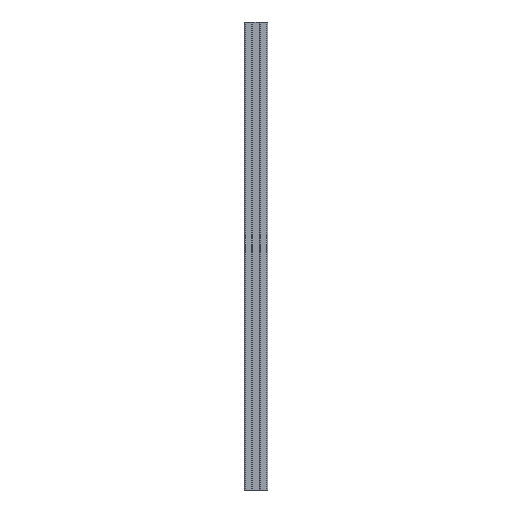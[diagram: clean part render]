
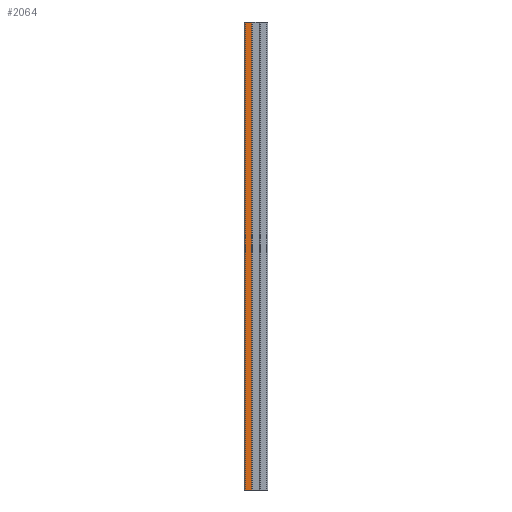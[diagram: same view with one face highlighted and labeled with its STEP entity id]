
A CAD part, left-side view. The second image highlights one B-rep face of the part: STEP entity #2064.
In plain terms, the highlighted planar face has unit normal (-1, 0, 0).
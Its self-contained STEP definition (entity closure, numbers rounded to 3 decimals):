
#56 = CARTESIAN_POINT ( 'NONE',  ( -10., 9., 250. ) ) ;
#130 = ORIENTED_EDGE ( 'NONE', *, *, #1447, .T. ) ;
#182 = VERTEX_POINT ( 'NONE', #3105 ) ;
#208 = LINE ( 'NONE', #1185, #475 ) ;
#475 = VECTOR ( 'NONE', #2159, 1000. ) ;
#488 = DIRECTION ( 'NONE',  ( 0., 1., 0. ) ) ;
#525 = DIRECTION ( 'NONE',  ( 0., 0., -1. ) ) ;
#772 = EDGE_CURVE ( 'Edge237', #2885, #2482, #1255, .T. ) ;
#845 = VECTOR ( 'NONE', #2655, 1000. ) ;
#992 = VECTOR ( 'NONE', #488, 1000. ) ;
#1052 = VERTEX_POINT ( 'NONE', #2685 ) ;
#1074 = DIRECTION ( 'NONE',  ( 0., -1., 0. ) ) ;
#1109 = FACE_OUTER_BOUND ( 'NONE', #2543, .T. ) ;
#1185 = CARTESIAN_POINT ( 'NONE',  ( -10., -10., -150. ) ) ;
#1201 = AXIS2_PLACEMENT_3D ( 'NONE', #1558, #2054, #1074 ) ;
#1255 = LINE ( 'NONE', #2889, #992 ) ;
#1447 = EDGE_CURVE ( 'Edge182', #2482, #1052, #2209, .T. ) ;
#1501 = ORIENTED_EDGE ( 'NONE', *, *, #2779, .F. ) ;
#1540 = CARTESIAN_POINT ( 'NONE',  ( -10., 9., 250. ) ) ;
#1558 = CARTESIAN_POINT ( 'NONE',  ( -10., 0., 250. ) ) ;
#1731 = CARTESIAN_POINT ( 'NONE',  ( -10., 3.8, 250. ) ) ;
#2054 = DIRECTION ( 'NONE',  ( -1., 0., 0. ) ) ;
#2064 = ADVANCED_FACE ( 'Face18', ( #1109 ), #3003, .T. ) ;
#2065 = ORIENTED_EDGE ( 'NONE', *, *, #772, .T. ) ;
#2159 = DIRECTION ( 'NONE',  ( 0., 1., 0. ) ) ;
#2209 = LINE ( 'NONE', #56, #2374 ) ;
#2292 = EDGE_CURVE ( 'Edge209', #182, #1052, #208, .T. ) ;
#2364 = ORIENTED_EDGE ( 'NONE', *, *, #2292, .F. ) ;
#2374 = VECTOR ( 'NONE', #525, 1000. ) ;
#2398 = CARTESIAN_POINT ( 'NONE',  ( -10., 3.8, 250. ) ) ;
#2482 = VERTEX_POINT ( 'NONE', #1540 ) ;
#2543 = EDGE_LOOP ( 'NONE', ( #2364, #1501, #2065, #130 ) ) ;
#2655 = DIRECTION ( 'NONE',  ( 0., 0., -1. ) ) ;
#2685 = CARTESIAN_POINT ( 'NONE',  ( -10., 9., -150. ) ) ;
#2779 = EDGE_CURVE ( 'Edge191', #2885, #182, #3155, .T. ) ;
#2885 = VERTEX_POINT ( 'NONE', #1731 ) ;
#2889 = CARTESIAN_POINT ( 'NONE',  ( -10., 0., 250. ) ) ;
#3003 = PLANE ( 'NONE',  #1201 ) ;
#3105 = CARTESIAN_POINT ( 'NONE',  ( -10., 3.8, -150. ) ) ;
#3155 = LINE ( 'NONE', #2398, #845 ) ;
